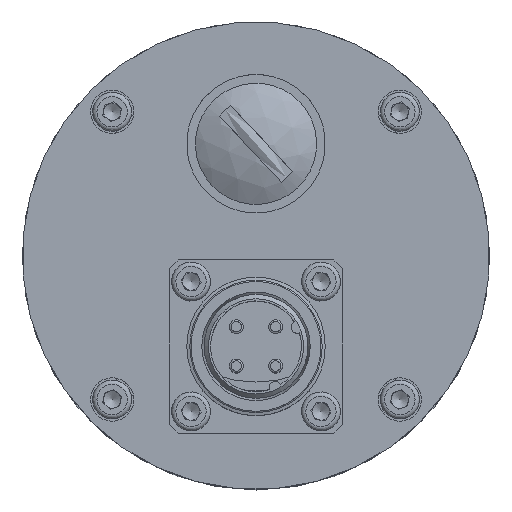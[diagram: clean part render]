
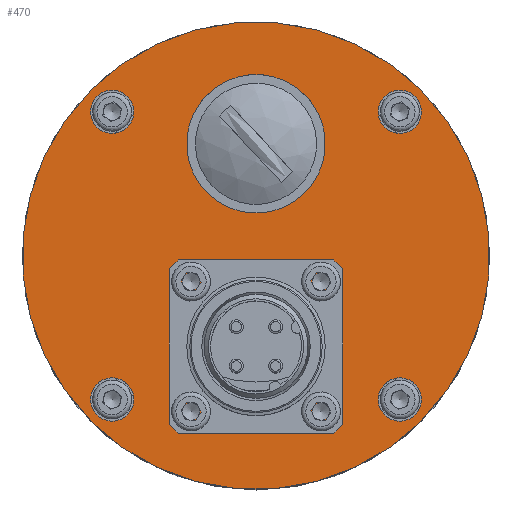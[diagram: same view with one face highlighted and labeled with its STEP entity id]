
A CAD part, top view. The second image highlights one B-rep face of the part: STEP entity #470.
In plain terms, the highlighted planar face has unit normal (0, 0, 1).
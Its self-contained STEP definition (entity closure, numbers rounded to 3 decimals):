
#3 = VERTEX_POINT ( 'NONE', #3225 ) ;
#56 = VERTEX_POINT ( 'NONE', #3787 ) ;
#97 = EDGE_CURVE ( 'NONE', #56, #56, #2823, .T. ) ;
#146 = ORIENTED_EDGE ( 'NONE', *, *, #448, .F. ) ;
#181 = EDGE_CURVE ( 'NONE', #3, #3, #2650, .T. ) ;
#240 = EDGE_CURVE ( 'NONE', #4788, #4788, #2716, .T. ) ;
#271 = EDGE_LOOP ( 'NONE', ( #1120 ) ) ;
#312 = ORIENTED_EDGE ( 'NONE', *, *, #97, .F. ) ;
#445 = DIRECTION ( 'NONE',  ( 0., 0., 1. ) ) ;
#448 = EDGE_CURVE ( 'NONE', #4770, #4770, #2333, .T. ) ;
#470 = ADVANCED_FACE ( 'NONE', ( #2300, #2290, #2341, #2285, #2283, #2275, #2242, #2237, #2232, #2228, #2223 ), #3369, .F. ) ;
#516 = DIRECTION ( 'NONE',  ( 0.707, -0.707, 0. ) ) ;
#525 = ORIENTED_EDGE ( 'NONE', *, *, #181, .F. ) ;
#548 = DIRECTION ( 'NONE',  ( 0., 0., 1. ) ) ;
#558 = CARTESIAN_POINT ( 'NONE',  ( -14.849, 14.849, 23. ) ) ;
#569 = CARTESIAN_POINT ( 'NONE',  ( 0., -10.5, 23. ) ) ;
#589 = CARTESIAN_POINT ( 'NONE',  ( 18.385, 14.849, 23. ) ) ;
#668 = CIRCLE ( 'NONE', #1937, 2.5 ) ;
#669 = EDGE_CURVE ( 'NONE', #4729, #4729, #2011, .T. ) ;
#751 = EDGE_CURVE ( 'NONE', #4716, #4716, #1902, .T. ) ;
#809 = CARTESIAN_POINT ( 'NONE',  ( 5.374, -15.874, 23. ) ) ;
#822 = ORIENTED_EDGE ( 'NONE', *, *, #1351, .F. ) ;
#872 = ORIENTED_EDGE ( 'NONE', *, *, #4181, .F. ) ;
#982 = CARTESIAN_POINT ( 'NONE',  ( -6.775, -18.725, 23. ) ) ;
#1009 = CIRCLE ( 'NONE', #1252, 1.025 ) ;
#1075 = CARTESIAN_POINT ( 'NONE',  ( 7.5, -3., 23. ) ) ;
#1087 = CIRCLE ( 'NONE', #2582, 2.5 ) ;
#1120 = ORIENTED_EDGE ( 'NONE', *, *, #4473, .F. ) ;
#1126 = EDGE_LOOP ( 'NONE', ( #525 ) ) ;
#1252 = AXIS2_PLACEMENT_3D ( 'NONE', #1075, #445, #4764 ) ;
#1284 = EDGE_LOOP ( 'NONE', ( #3367 ) ) ;
#1351 = EDGE_CURVE ( 'NONE', #4592, #4592, #1009, .T. ) ;
#1512 = ORIENTED_EDGE ( 'NONE', *, *, #240, .F. ) ;
#1553 = CIRCLE ( 'NONE', #3105, 7.6 ) ;
#1566 = EDGE_LOOP ( 'NONE', ( #3371 ) ) ;
#1685 = DIRECTION ( 'NONE',  ( 0.707, -0.707, 0. ) ) ;
#1699 = DIRECTION ( 'NONE',  ( 0., 0., 1. ) ) ;
#1722 = CARTESIAN_POINT ( 'NONE',  ( -16.617, 16.617, 23. ) ) ;
#1870 = DIRECTION ( 'NONE',  ( 0.707, -0.707, 0. ) ) ;
#1889 = DIRECTION ( 'NONE',  ( 0., 0., 1. ) ) ;
#1894 = CARTESIAN_POINT ( 'NONE',  ( 0., 12.92, 23. ) ) ;
#1899 = EDGE_LOOP ( 'NONE', ( #1933 ) ) ;
#1902 = CIRCLE ( 'NONE', #3118, 2.5 ) ;
#1908 = CARTESIAN_POINT ( 'NONE',  ( 16.617, 16.617, 23. ) ) ;
#1933 = ORIENTED_EDGE ( 'NONE', *, *, #751, .F. ) ;
#1937 = AXIS2_PLACEMENT_3D ( 'NONE', #1722, #1699, #1685 ) ;
#1969 = DIRECTION ( 'NONE',  ( 0.707, -0.707, 0. ) ) ;
#1974 = DIRECTION ( 'NONE',  ( 0., 0., 1. ) ) ;
#1982 = CARTESIAN_POINT ( 'NONE',  ( -16.617, -16.617, 23. ) ) ;
#1994 = DIRECTION ( 'NONE',  ( 0., 0., 1. ) ) ;
#2011 = CIRCLE ( 'NONE', #3334, 27. ) ;
#2067 = DIRECTION ( 'NONE',  ( 0.707, -0.707, 0. ) ) ;
#2223 = FACE_OUTER_BOUND ( 'NONE', #1566, .T. ) ;
#2228 = FACE_BOUND ( 'NONE', #2419, .T. ) ;
#2232 = FACE_BOUND ( 'NONE', #1899, .T. ) ;
#2237 = FACE_BOUND ( 'NONE', #271, .T. ) ;
#2242 = FACE_BOUND ( 'NONE', #3384, .T. ) ;
#2275 = FACE_BOUND ( 'NONE', #2459, .T. ) ;
#2283 = FACE_BOUND ( 'NONE', #1284, .T. ) ;
#2285 = FACE_BOUND ( 'NONE', #4162, .T. ) ;
#2290 = FACE_BOUND ( 'NONE', #4625, .T. ) ;
#2300 = FACE_BOUND ( 'NONE', #4492, .T. ) ;
#2333 = CIRCLE ( 'NONE', #3672, 2.5 ) ;
#2341 = FACE_BOUND ( 'NONE', #1126, .T. ) ;
#2362 = DIRECTION ( 'NONE',  ( 0.707, -0.707, 0. ) ) ;
#2374 = DIRECTION ( 'NONE',  ( 0., 0., 1. ) ) ;
#2419 = EDGE_LOOP ( 'NONE', ( #312 ) ) ;
#2459 = EDGE_LOOP ( 'NONE', ( #872 ) ) ;
#2582 = AXIS2_PLACEMENT_3D ( 'NONE', #1908, #1889, #1870 ) ;
#2610 = CIRCLE ( 'NONE', #4193, 1.025 ) ;
#2650 = CIRCLE ( 'NONE', #4407, 1.025 ) ;
#2716 = CIRCLE ( 'NONE', #4277, 1.025 ) ;
#2787 = CARTESIAN_POINT ( 'NONE',  ( 0., 0., 23. ) ) ;
#2823 = CIRCLE ( 'NONE', #4686, 8. ) ;
#3105 = AXIS2_PLACEMENT_3D ( 'NONE', #569, #548, #516 ) ;
#3118 = AXIS2_PLACEMENT_3D ( 'NONE', #1982, #1974, #1969 ) ;
#3223 = DIRECTION ( 'NONE',  ( 0.707, -0.707, 0. ) ) ;
#3225 = CARTESIAN_POINT ( 'NONE',  ( 8.225, -18.725, 23. ) ) ;
#3240 = CARTESIAN_POINT ( 'NONE',  ( 16.617, -16.617, 23. ) ) ;
#3262 = DIRECTION ( 'NONE',  ( 0., 0., 1. ) ) ;
#3280 = CARTESIAN_POINT ( 'NONE',  ( 19.092, 19.092, 23. ) ) ;
#3334 = AXIS2_PLACEMENT_3D ( 'NONE', #2787, #2374, #2362 ) ;
#3350 = DIRECTION ( 'NONE',  ( -0.707, 0.707, 0. ) ) ;
#3363 = DIRECTION ( 'NONE',  ( 0., 0., -1. ) ) ;
#3367 = ORIENTED_EDGE ( 'NONE', *, *, #3450, .F. ) ;
#3369 = PLANE ( 'NONE',  #3542 ) ;
#3371 = ORIENTED_EDGE ( 'NONE', *, *, #669, .T. ) ;
#3384 = EDGE_LOOP ( 'NONE', ( #146 ) ) ;
#3450 = EDGE_CURVE ( 'NONE', #4138, #4138, #2610, .T. ) ;
#3542 = AXIS2_PLACEMENT_3D ( 'NONE', #3280, #3363, #3350 ) ;
#3584 = CARTESIAN_POINT ( 'NONE',  ( 7.5, -18., 23. ) ) ;
#3672 = AXIS2_PLACEMENT_3D ( 'NONE', #3240, #3262, #3223 ) ;
#3680 = DIRECTION ( 'NONE',  ( 0., 0., 1. ) ) ;
#3747 = DIRECTION ( 'NONE',  ( 0.707, -0.707, 0. ) ) ;
#3787 = CARTESIAN_POINT ( 'NONE',  ( 5.657, 7.263, 23. ) ) ;
#3882 = CARTESIAN_POINT ( 'NONE',  ( -6.775, -3.725, 23. ) ) ;
#4002 = EDGE_CURVE ( 'NONE', #4082, #4082, #1553, .T. ) ;
#4024 = VERTEX_POINT ( 'NONE', #558 ) ;
#4071 = VERTEX_POINT ( 'NONE', #589 ) ;
#4080 = ORIENTED_EDGE ( 'NONE', *, *, #4002, .F. ) ;
#4082 = VERTEX_POINT ( 'NONE', #809 ) ;
#4138 = VERTEX_POINT ( 'NONE', #982 ) ;
#4162 = EDGE_LOOP ( 'NONE', ( #1512 ) ) ;
#4180 = CARTESIAN_POINT ( 'NONE',  ( 18.385, -18.385, 23. ) ) ;
#4181 = EDGE_CURVE ( 'NONE', #4071, #4071, #1087, .T. ) ;
#4193 = AXIS2_PLACEMENT_3D ( 'NONE', #4354, #4317, #4286 ) ;
#4228 = CARTESIAN_POINT ( 'NONE',  ( 19.092, -19.092, 23. ) ) ;
#4277 = AXIS2_PLACEMENT_3D ( 'NONE', #4394, #4424, #4532 ) ;
#4286 = DIRECTION ( 'NONE',  ( 0.707, -0.707, 0. ) ) ;
#4295 = CARTESIAN_POINT ( 'NONE',  ( -14.849, -18.385, 23. ) ) ;
#4317 = DIRECTION ( 'NONE',  ( 0., 0., 1. ) ) ;
#4354 = CARTESIAN_POINT ( 'NONE',  ( -7.5, -18., 23. ) ) ;
#4394 = CARTESIAN_POINT ( 'NONE',  ( -7.5, -3., 23. ) ) ;
#4407 = AXIS2_PLACEMENT_3D ( 'NONE', #3584, #3680, #3747 ) ;
#4424 = DIRECTION ( 'NONE',  ( 0., 0., 1. ) ) ;
#4473 = EDGE_CURVE ( 'NONE', #4024, #4024, #668, .T. ) ;
#4492 = EDGE_LOOP ( 'NONE', ( #4080 ) ) ;
#4532 = DIRECTION ( 'NONE',  ( 0.707, -0.707, 0. ) ) ;
#4592 = VERTEX_POINT ( 'NONE', #4597 ) ;
#4597 = CARTESIAN_POINT ( 'NONE',  ( 8.225, -3.725, 23. ) ) ;
#4625 = EDGE_LOOP ( 'NONE', ( #822 ) ) ;
#4686 = AXIS2_PLACEMENT_3D ( 'NONE', #1894, #1994, #2067 ) ;
#4716 = VERTEX_POINT ( 'NONE', #4295 ) ;
#4729 = VERTEX_POINT ( 'NONE', #4228 ) ;
#4764 = DIRECTION ( 'NONE',  ( 0.707, -0.707, 0. ) ) ;
#4770 = VERTEX_POINT ( 'NONE', #4180 ) ;
#4788 = VERTEX_POINT ( 'NONE', #3882 ) ;
